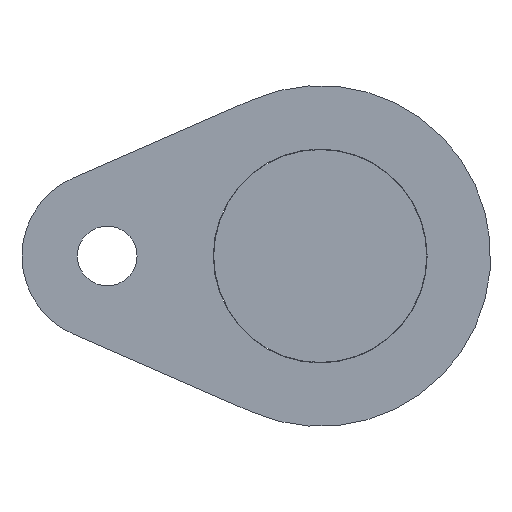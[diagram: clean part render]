
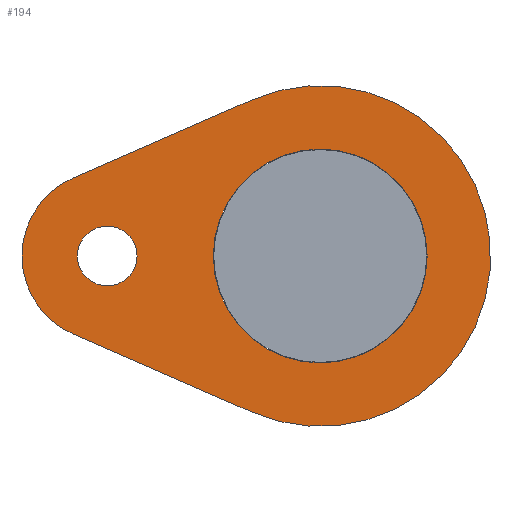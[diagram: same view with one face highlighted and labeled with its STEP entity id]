
A CAD part, left-side view. The second image highlights one B-rep face of the part: STEP entity #194.
In plain terms, the highlighted planar face has unit normal (-1, 0, 0).
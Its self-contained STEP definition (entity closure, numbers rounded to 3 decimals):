
#15=FACE_BOUND('',#75,.T.);
#16=FACE_BOUND('',#76,.T.);
#26=LINE('',#333,#38);
#30=LINE('',#344,#42);
#38=VECTOR('',#275,1000.);
#42=VECTOR('',#287,1000.);
#60=FACE_OUTER_BOUND('',#74,.T.);
#74=EDGE_LOOP('',(#165,#166,#167,#168));
#75=EDGE_LOOP('',(#169));
#76=EDGE_LOOP('',(#170));
#83=CIRCLE('',#230,20.);
#85=CIRCLE('',#234,10.);
#89=CIRCLE('',#241,3.5);
#90=CIRCLE('',#242,12.55);
#95=VERTEX_POINT('',#323);
#96=VERTEX_POINT('',#324);
#99=VERTEX_POINT('',#332);
#101=VERTEX_POINT('',#338);
#105=VERTEX_POINT('',#352);
#106=VERTEX_POINT('',#354);
#113=EDGE_CURVE('',#95,#96,#83,.T.);
#117=EDGE_CURVE('',#99,#95,#26,.T.);
#120=EDGE_CURVE('',#101,#99,#85,.T.);
#123=EDGE_CURVE('',#96,#101,#30,.T.);
#127=EDGE_CURVE('',#105,#105,#89,.T.);
#128=EDGE_CURVE('',#106,#106,#90,.T.);
#165=ORIENTED_EDGE('',*,*,#113,.T.);
#166=ORIENTED_EDGE('',*,*,#123,.T.);
#167=ORIENTED_EDGE('',*,*,#120,.T.);
#168=ORIENTED_EDGE('',*,*,#117,.T.);
#169=ORIENTED_EDGE('',*,*,#127,.F.);
#170=ORIENTED_EDGE('',*,*,#128,.F.);
#184=PLANE('',#240);
#194=ADVANCED_FACE('',(#60,#15,#16),#184,.F.);
#230=AXIS2_PLACEMENT_3D('',#325,#267,#268);
#234=AXIS2_PLACEMENT_3D('',#339,#280,#281);
#240=AXIS2_PLACEMENT_3D('',#351,#295,#296);
#241=AXIS2_PLACEMENT_3D('',#353,#297,#298);
#242=AXIS2_PLACEMENT_3D('',#355,#299,#300);
#267=DIRECTION('center_axis',(-1.,0.,0.));
#268=DIRECTION('ref_axis',(0.,0.,-1.));
#275=DIRECTION('',(0.,-0.917,-0.4));
#280=DIRECTION('center_axis',(-1.,0.,0.));
#281=DIRECTION('ref_axis',(0.,0.,-1.));
#287=DIRECTION('',(0.,0.917,-0.4));
#295=DIRECTION('center_axis',(1.,0.,0.));
#296=DIRECTION('ref_axis',(0.,0.,-1.));
#297=DIRECTION('center_axis',(-1.,0.,0.));
#298=DIRECTION('ref_axis',(0.,0.,1.));
#299=DIRECTION('center_axis',(-1.,0.,0.));
#300=DIRECTION('ref_axis',(0.,0.,1.));
#323=CARTESIAN_POINT('',(-60.,8.,-18.33));
#324=CARTESIAN_POINT('',(-60.,8.,18.33));
#325=CARTESIAN_POINT('Origin',(-60.,0.,0.));
#332=CARTESIAN_POINT('',(-60.,29.,-9.165));
#333=CARTESIAN_POINT('',(-60.,8.,-18.33));
#338=CARTESIAN_POINT('',(-60.,29.,9.165));
#339=CARTESIAN_POINT('Origin',(-60.,25.,0.));
#344=CARTESIAN_POINT('',(-60.,29.,9.165));
#351=CARTESIAN_POINT('Origin',(-60.,0.,0.));
#352=CARTESIAN_POINT('',(-60.,25.,-3.5));
#353=CARTESIAN_POINT('Origin',(-60.,25.,0.));
#354=CARTESIAN_POINT('',(-60.,0.,-12.55));
#355=CARTESIAN_POINT('Origin',(-60.,0.,0.));
